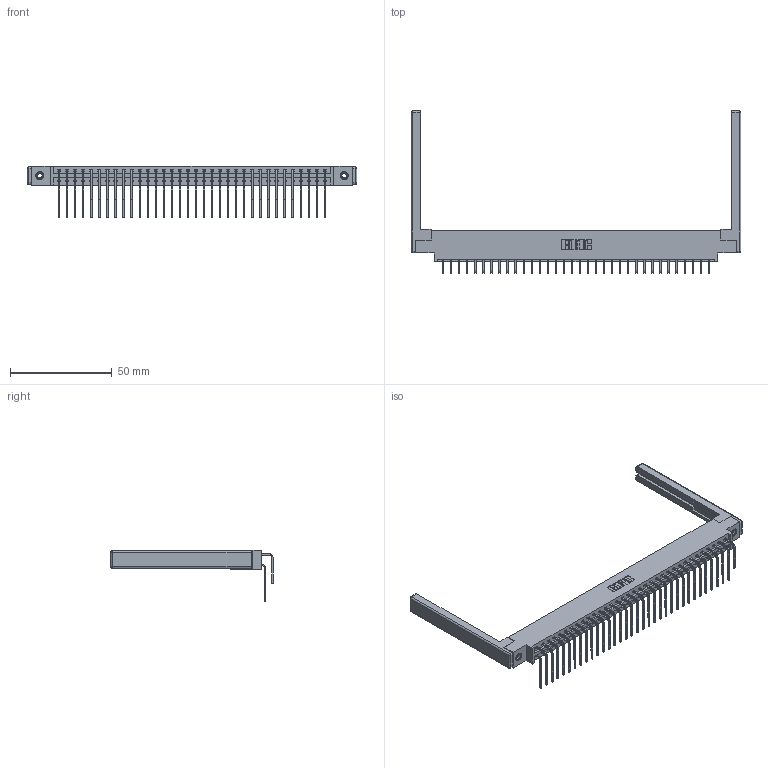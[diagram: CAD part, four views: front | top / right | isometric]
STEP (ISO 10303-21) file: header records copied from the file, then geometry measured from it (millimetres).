
FILE_DESCRIPTION (( 'STEP AP203' ), '1' );
FILE_NAME ('387-068-559-868.STEP', '2019-10-19T22:17:17', ( '' ), ( '' ), 'SwSTEP 2.0', 'SolidWorks 2016', '' );
FILE_SCHEMA (( 'CONFIG_CONTROL_DESIGN' ));
Length unit declared in the file: inch
Products named in the file (6): 345-292-001_559 Tail - 2; 345-250-001_345-250-001-102; 345-292-001_558 559 Tail - 1; 337 Part_0.170 Offset - 0.156 Dia-TI; 387-068-559-868; 307-220-068
Assembly tree (73 placements, depth 2):
  387-068-559-868
    337 Part_0.170 Offset - 0.156 Dia-TI
    345-292-001_558 559 Tail - 1  x34
    345-292-001_559 Tail - 2  x34
    345-250-001_345-250-001-102  x2
    307-220-068  x2
Bounding box: 162.15 x 79.95 x 25.53 mm (x, y, z)
Volume: 21642.1 mm3; surface area: 25543.6 mm2
Topology: 73 solids, 73 shells, 4080 faces, 12069 edges, 7934 vertices
Faces by surface type: plane 2882, cylinder 1174, cone 12, sphere 8, torus 4
Entity records: 32072 total; most frequent: CARTESIAN_POINT 5422, ORIENTED_EDGE 5296, DIRECTION 4678, EDGE_CURVE 2648, LINE 2430, VECTOR 2430, VERTEX_POINT 1754, AXIS2_PLACEMENT_3D 1124
